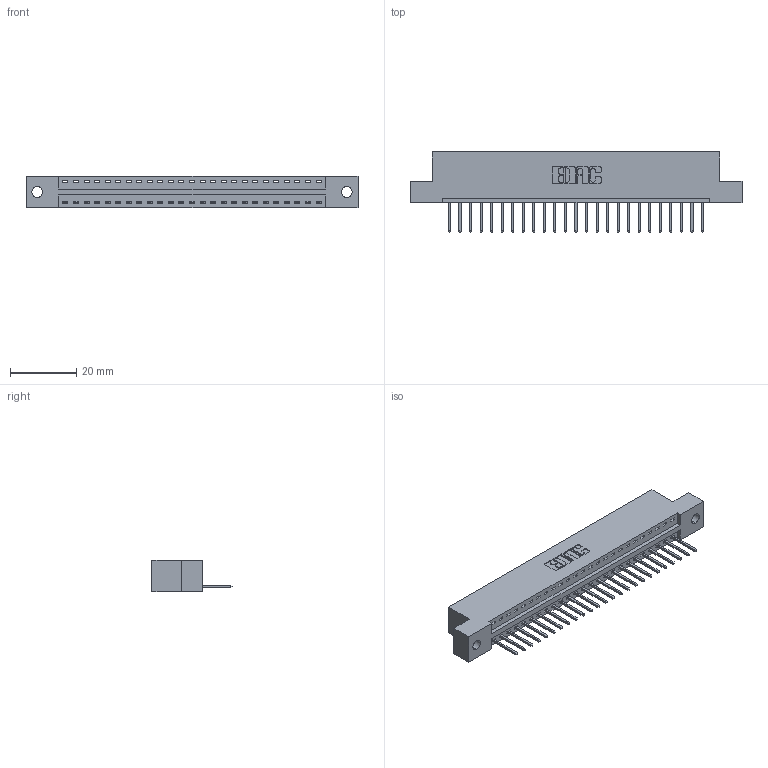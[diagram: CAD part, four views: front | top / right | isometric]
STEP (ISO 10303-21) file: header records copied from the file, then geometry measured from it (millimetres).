
FILE_DESCRIPTION (( 'STEP AP203' ), '1' );
FILE_NAME ('396-025-526-102.STEP', '2019-10-27T06:31:51', ( '' ), ( '' ), 'SwSTEP 2.0', 'SolidWorks 2016', '' );
FILE_SCHEMA (( 'CONFIG_CONTROL_DESIGN' ));
Length unit declared in the file: inch
Products named in the file (3): 396-025-526-102; 346 Part_Flush Mounting Lugs - 0.128 Dia; 345-292-001_345-293-126
Assembly tree (26 placements, depth 2):
  396-025-526-102
    346 Part_Flush Mounting Lugs - 0.128 Dia
    345-292-001_345-293-126  x25
Bounding box: 99.95 x 24.13 x 9.4 mm (x, y, z)
Volume: 9393.6 mm3; surface area: 11261.8 mm2
Topology: 26 solids, 26 shells, 1572 faces, 4729 edges, 3118 vertices
Faces by surface type: plane 1076, cylinder 496
Entity records: 17825 total; most frequent: CARTESIAN_POINT 3067, ORIENTED_EDGE 3026, DIRECTION 2727, EDGE_CURVE 1513, LINE 1281, VECTOR 1281, VERTEX_POINT 1006, AXIS2_PLACEMENT_3D 723
